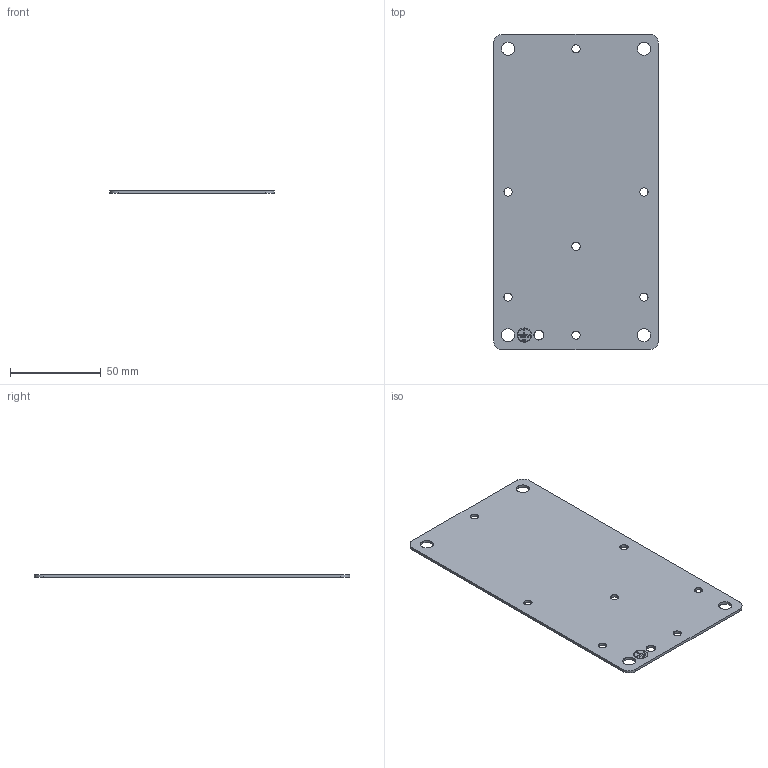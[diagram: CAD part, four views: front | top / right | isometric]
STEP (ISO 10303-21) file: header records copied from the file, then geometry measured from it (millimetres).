
FILE_DESCRIPTION(('CATIA V5 STEP Exchange','CAx-IF Rec.Pracs.--- Model Styling and Organization---1.2---2011-12-15'),'2;1');
FILE_NAME ('D1450332_0_1257650000_1257650000.stp','2018-02-10T09:18:40+00:00',('none'),('Weidmueller'),'CATIA Version 5-6 Release 2014','CATIA V5 STEP AP214','none');
FILE_SCHEMA(('AUTOMOTIVE_DESIGN { 1 0 10303 214 1 1 1 1 }'));
Length unit declared in the file: millimetre
Products named in the file (1): 1257650000_KTB_MOPL_2215_S2N_H  
Bounding box: 91 x 174 x 1.5 mm (x, y, z)
Volume: 23270.9 mm3; surface area: 32130 mm2
Topology: 1 solids, 1 shells, 83 faces, 228 edges, 152 vertices
Faces by surface type: cylinder 56, plane 27
Entity records: 2772 total; most frequent: CARTESIAN_POINT 717, ORIENTED_EDGE 456, DIRECTION 328, EDGE_CURVE 228, VERTEX_POINT 152, AXIS2_PLACEMENT_3D 137, VECTOR 116, LINE 116
